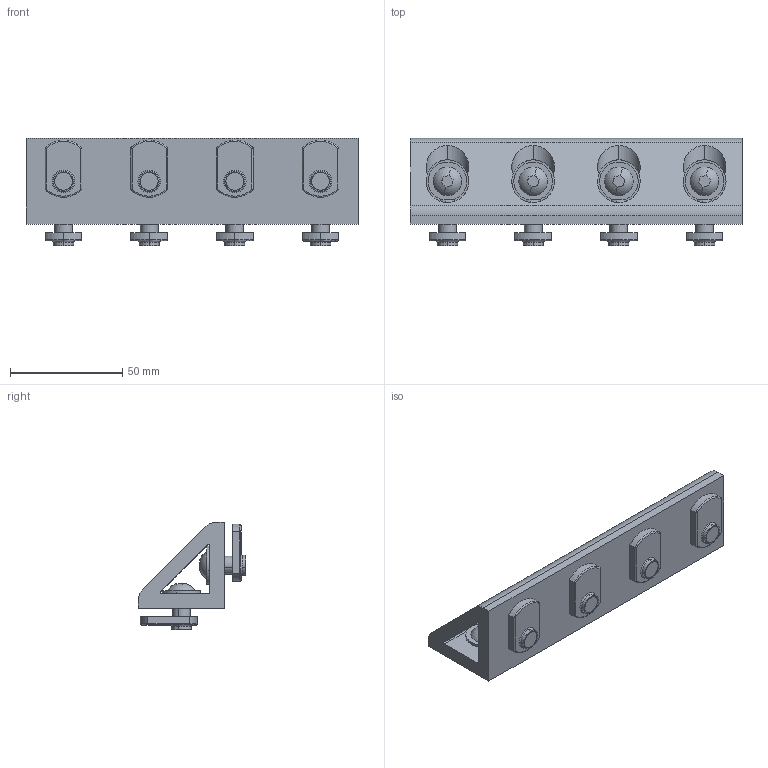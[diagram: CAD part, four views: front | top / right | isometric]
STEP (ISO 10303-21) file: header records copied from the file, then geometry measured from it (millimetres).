
FILE_DESCRIPTION (( 'STEP AP203' ), '1' );
FILE_NAME ('653293.SLDASM.step', '2003-10-13T11:33:24', ( 'Jerry Winters' ), ( 'GoEngineer' ), 'SwSTEP 2.0', 'SolidWorks 2003174', '' );
FILE_SCHEMA (( 'CONFIG_CONTROL_DESIGN' ));
Length unit declared in the file: inch
Products named in the file (5): 653293.SLDASM; 653293_11-163; 651129; 651097; FBHSCS_651134
Assembly tree (11 placements, depth 3):
  653293.SLDASM
    653293_11-163
    651129  x8
      651097
      FBHSCS_651134
Bounding box: 147.57 x 47.62 x 47.62 mm (x, y, z)
Volume: 106431.7 mm3; surface area: 47646.6 mm2
Topology: 17 solids, 17 shells, 364 faces, 834 edges, 524 vertices
Faces by surface type: cylinder 174, plane 134, torus 40, sphere 16
Entity records: 4712 total; most frequent: CARTESIAN_POINT 1194, ORIENTED_EDGE 618, DIRECTION 569, EDGE_CURVE 309, AXIS2_PLACEMENT_3D 226, VERTEX_POINT 195, EDGE_LOOP 146, ADVANCED_FACE 119
